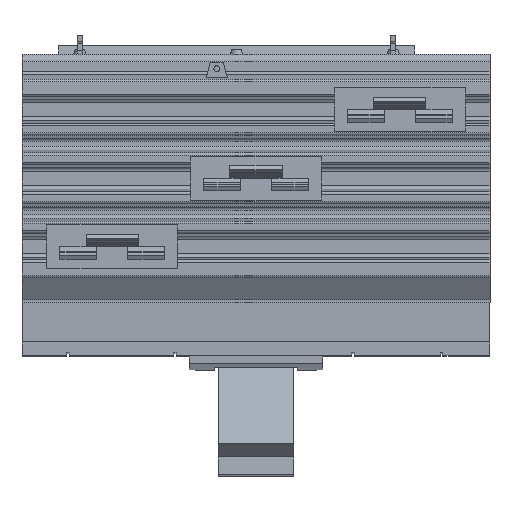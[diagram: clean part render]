
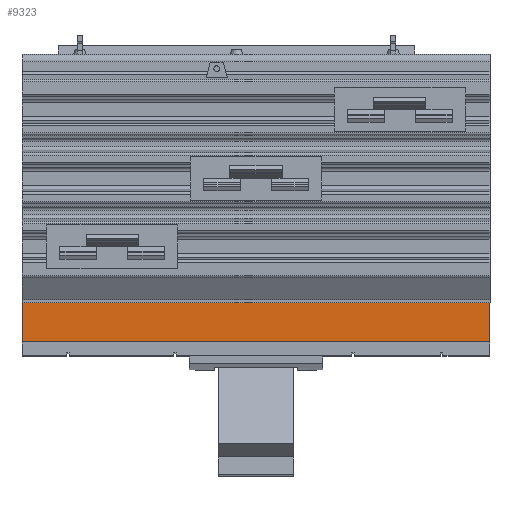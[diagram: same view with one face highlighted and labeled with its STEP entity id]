
A CAD part, top view. The second image highlights one B-rep face of the part: STEP entity #9323.
In plain terms, the highlighted planar face has unit normal (0, 0, 1).
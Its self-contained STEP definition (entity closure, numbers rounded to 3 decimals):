
#9284=CARTESIAN_POINT('POINT609',(113.799,-107.457,
   105.029));
#9285=VERTEX_POINT('VERTEX609',#9284);
#9286=CARTESIAN_POINT('POINT610',(-113.799,-107.457,
   105.029));
#9287=VERTEX_POINT('VERTEX610',#9286);
#9288=CARTESIAN_POINT('POS848',(0.,-107.457,105.029));
#9289=DIRECTION('DIR1205',(-1.,0.,0.));
#9290=VECTOR('VEC491',#9289,25.4);
#9291=LINE('STRAIGHT491',#9288,#9290);
#9292=EDGE_CURVE('EDGE870',#9285,#9287,#9291,.T.);
#9293=ORIENTED_EDGE('COEDGE1415',*,*,#9292,.T.);
#9294=CARTESIAN_POINT('POINT611',(-113.799,-139.954,
   105.029));
#9295=VERTEX_POINT('VERTEX611',#9294);
#9296=CARTESIAN_POINT('POS849',(-113.799,-120.816,
   105.029));
#9297=DIRECTION('DIR1206',(0.,-1.,0.));
#9298=VECTOR('VEC492',#9297,25.4);
#9299=LINE('STRAIGHT492',#9296,#9298);
#9300=EDGE_CURVE('EDGE871',#9287,#9295,#9299,.T.);
#9301=ORIENTED_EDGE('COEDGE1416',*,*,#9300,.T.);
#9302=CARTESIAN_POINT('POINT612',(113.799,-139.954,
   105.029));
#9303=VERTEX_POINT('VERTEX612',#9302);
#9304=CARTESIAN_POINT('POS850',(0.,-139.954,105.029));
#9305=DIRECTION('DIR1207',(1.,0.,0.));
#9306=VECTOR('VEC493',#9305,25.4);
#9307=LINE('STRAIGHT493',#9304,#9306);
#9308=EDGE_CURVE('EDGE872',#9295,#9303,#9307,.T.);
#9309=ORIENTED_EDGE('COEDGE1417',*,*,#9308,.T.);
#9310=CARTESIAN_POINT('POS851',(113.799,-120.816,
   105.029));
#9311=DIRECTION('DIR1208',(0.,1.,0.));
#9312=VECTOR('VEC494',#9311,25.4);
#9313=LINE('STRAIGHT494',#9310,#9312);
#9314=EDGE_CURVE('EDGE873',#9303,#9285,#9313,.T.);
#9315=ORIENTED_EDGE('COEDGE1418',*,*,#9314,.T.);
#9316=EDGE_LOOP('NONE',(#9293,#9301,#9309,#9315));
#9317=FACE_BOUND('LOOP1',#9316,.T.);
#9318=CARTESIAN_POINT('POS852',(0.,-120.816,105.029));
#9319=DIRECTION('DIR1209',(0.,0.,1.));
#9320=DIRECTION('DIR1210',(1.,0.,0.));
#9321=AXIS2_PLACEMENT_3D('AXIS358',#9318,#9319,#9320);
#9322=PLANE('PLANE116',#9321);
#9323=ADVANCED_FACE('FACE288',(#9317),#9322,.T.);
